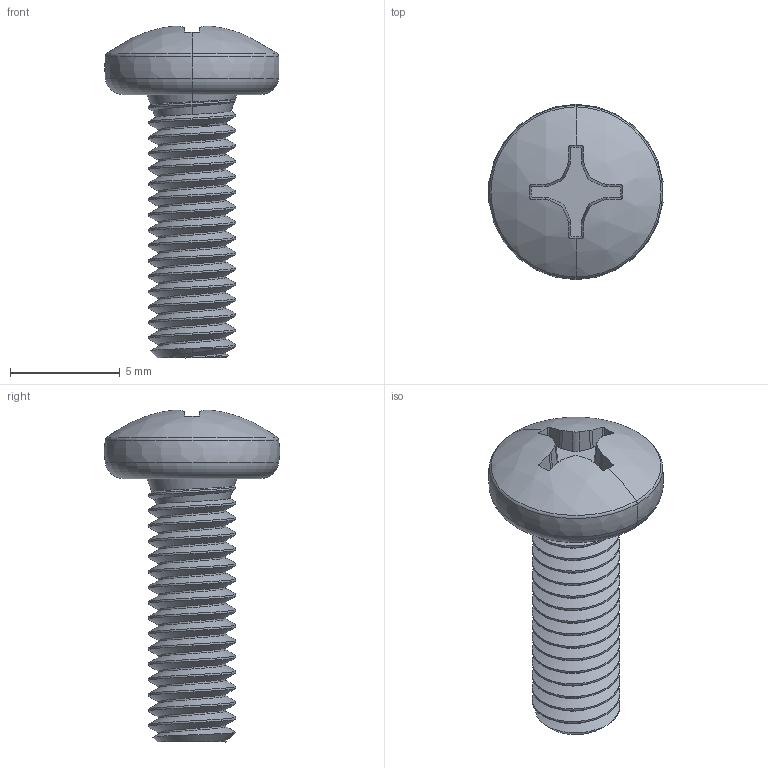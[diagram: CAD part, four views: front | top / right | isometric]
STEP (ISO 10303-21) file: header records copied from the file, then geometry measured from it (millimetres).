
FILE_DESCRIPTION (( 'STEP AP203' ), '1' );
FILE_NAME ('92000A222_Passivated 18-8 Stainless Steel Pan Head Phillips Screws.STEP', '2022-12-02T17:09:02', ( 'Administrator' ), ( 'Managed by Terraform' ), 'SwSTEP 2.0', 'SolidWorks 2017', '' );
FILE_SCHEMA (( 'CONFIG_CONTROL_DESIGN' ));
Length unit declared in the file: millimetre
Products named in the file (1): 92000A222_Passivated 18-8 Stainless Steel Pan Head Phillips Screws
Bounding box: 7.93 x 7.99 x 15.13 mm (x, y, z)
Volume: 236.3 mm3; surface area: 373.9 mm2
Topology: 1 solids, 1 shells, 102 faces, 281 edges, 182 vertices
Faces by surface type: cylinder 45, plane 19, bspline 17, cone 13, torus 6, sphere 2
Entity records: 5892 total; most frequent: CARTESIAN_POINT 3613, ORIENTED_EDGE 562, DIRECTION 360, EDGE_CURVE 281, VERTEX_POINT 182, AXIS2_PLACEMENT_3D 137, EDGE_LOOP 103, FACE_OUTER_BOUND 102
